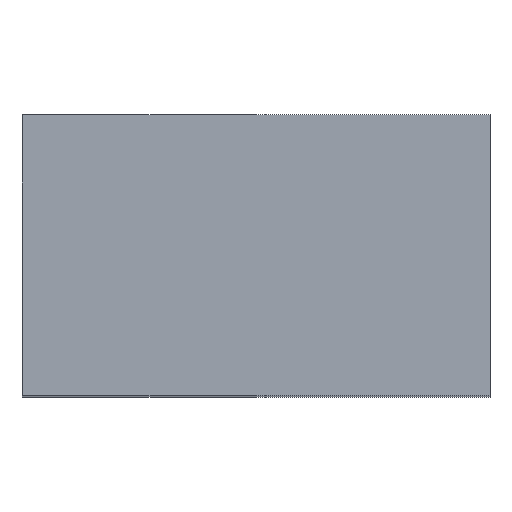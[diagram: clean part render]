
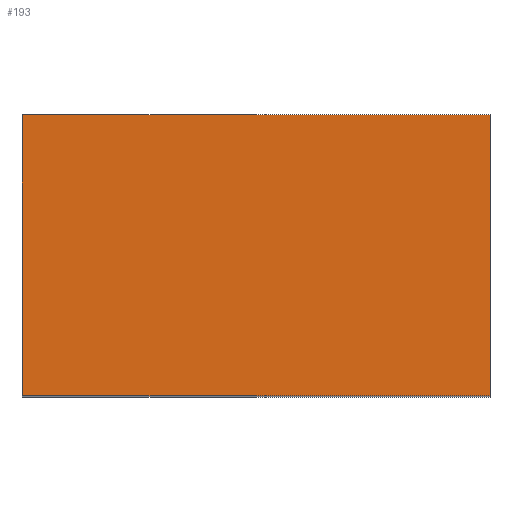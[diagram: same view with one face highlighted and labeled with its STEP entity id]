
A CAD part, top view. The second image highlights one B-rep face of the part: STEP entity #193.
In plain terms, the highlighted planar face has unit normal (0, 0, 1).
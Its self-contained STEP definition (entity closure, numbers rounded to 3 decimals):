
#23=PLANE('',#225);
#33=FACE_OUTER_BOUND('',#43,.T.);
#43=EDGE_LOOP('',(#153,#154,#155,#156));
#61=LINE('',#313,#77);
#62=LINE('',#315,#78);
#63=LINE('',#317,#79);
#64=LINE('',#318,#80);
#77=VECTOR('',#263,10.);
#78=VECTOR('',#264,10.);
#79=VECTOR('',#265,10.);
#80=VECTOR('',#266,10.);
#105=VERTEX_POINT('',#311);
#106=VERTEX_POINT('',#312);
#107=VERTEX_POINT('',#314);
#108=VERTEX_POINT('',#316);
#125=EDGE_CURVE('',#105,#106,#61,.T.);
#126=EDGE_CURVE('',#106,#107,#62,.T.);
#127=EDGE_CURVE('',#108,#107,#63,.T.);
#128=EDGE_CURVE('',#105,#108,#64,.T.);
#153=ORIENTED_EDGE('',*,*,#125,.T.);
#154=ORIENTED_EDGE('',*,*,#126,.T.);
#155=ORIENTED_EDGE('',*,*,#127,.F.);
#156=ORIENTED_EDGE('',*,*,#128,.F.);
#193=ADVANCED_FACE('',(#33),#23,.T.);
#225=AXIS2_PLACEMENT_3D('',#310,#261,#262);
#261=DIRECTION('center_axis',(0.,0.,1.));
#262=DIRECTION('ref_axis',(0.,-1.,0.));
#263=DIRECTION('',(0.,-1.,0.));
#264=DIRECTION('',(1.,0.,0.));
#265=DIRECTION('',(0.,-1.,0.));
#266=DIRECTION('',(1.,0.,0.));
#310=CARTESIAN_POINT('Origin',(0.,24.,7.6));
#311=CARTESIAN_POINT('',(0.,24.,7.6));
#312=CARTESIAN_POINT('',(0.,0.,7.6));
#313=CARTESIAN_POINT('',(0.,24.,7.6));
#314=CARTESIAN_POINT('',(40.,0.,7.6));
#315=CARTESIAN_POINT('',(0.,0.,7.6));
#316=CARTESIAN_POINT('',(40.,24.,7.6));
#317=CARTESIAN_POINT('',(40.,24.,7.6));
#318=CARTESIAN_POINT('',(0.,24.,7.6));
